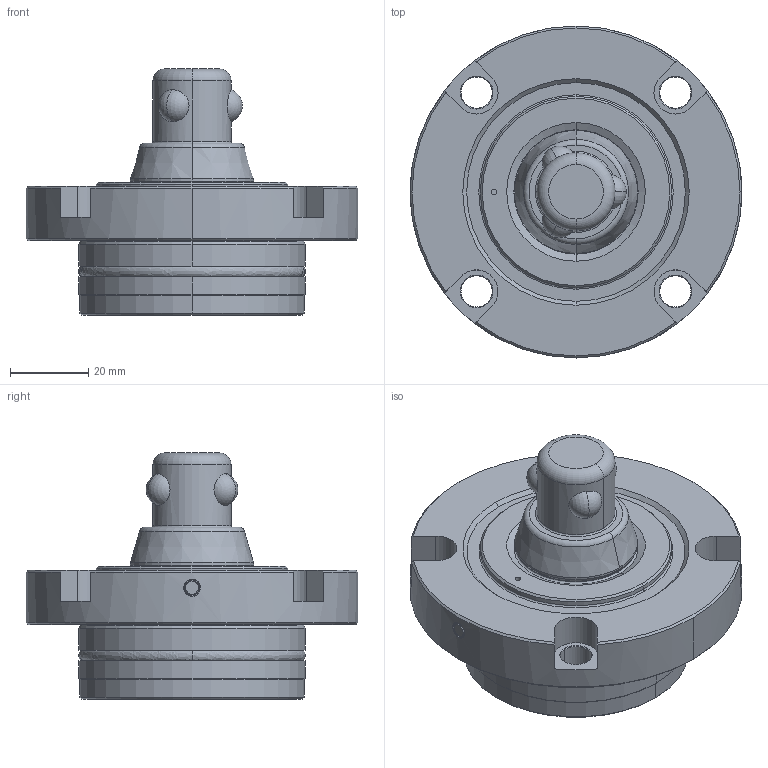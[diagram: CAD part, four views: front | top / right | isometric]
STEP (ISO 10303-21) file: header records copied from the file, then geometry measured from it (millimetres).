
FILE_DESCRIPTION (( 'STEP AP203' ), '1' );
FILE_NAME ('amwf50-w-t.STEP', '2021-10-21T07:35:56', ( '' ), ( '' ), 'SwSTEP 2.0', 'SolidWorks 2020', '' );
FILE_SCHEMA (( 'CONFIG_CONTROL_DESIGN' ));
Length unit declared in the file: millimetre
Products named in the file (1): amwf50-w-t
Bounding box: 85 x 85 x 63 mm (x, y, z)
Volume: 129749.5 mm3; surface area: 23373.7 mm2
Topology: 1 solids, 2 shells, 203 faces, 452 edges, 277 vertices
Faces by surface type: cylinder 75, cone 51, plane 45, torus 16, bspline 10, sphere 6
Entity records: 6173 total; most frequent: CARTESIAN_POINT 1449, DIRECTION 1078, ORIENTED_EDGE 904, AXIS2_PLACEMENT_3D 460, EDGE_CURVE 452, VERTEX_POINT 277, CIRCLE 266, EDGE_LOOP 237
